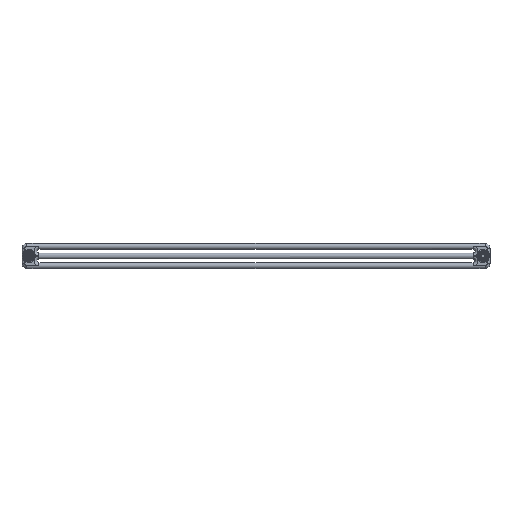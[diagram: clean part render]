
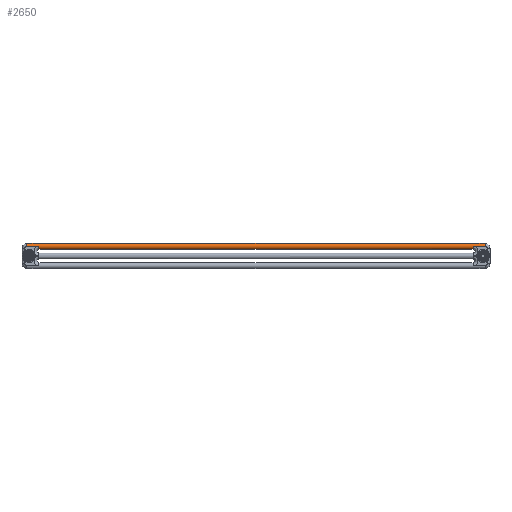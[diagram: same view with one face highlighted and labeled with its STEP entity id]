
A CAD part, left-side view. The second image highlights one B-rep face of the part: STEP entity #2650.
In plain terms, the highlighted cylindrical face has radius 12.5 mm (diameter 25 mm), a partial arc.
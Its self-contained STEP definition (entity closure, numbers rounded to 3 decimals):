
#386=DIRECTION('',(0.,-1.,0.));
#387=VECTOR('',#386,51.85);
#388=CARTESIAN_POINT('',(94.5,21.725,-0.033));
#389=LINE('',#388,#387);
#590=DIRECTION('',(0.,-1.,0.));
#591=VECTOR('',#590,51.85);
#592=CARTESIAN_POINT('',(94.5,-1886.425,0.));
#593=LINE('',#592,#591);
#632=CARTESIAN_POINT('',(94.5,-1886.425,-12.5));
#633=DIRECTION('',(0.,-1.,0.));
#634=DIRECTION('',(0.,0.,1.));
#635=AXIS2_PLACEMENT_3D('',#632,#633,#634);
#710=CARTESIAN_POINT('',(94.5,-1938.275,-12.5));
#711=DIRECTION('',(0.,-1.,0.));
#712=DIRECTION('',(1.,0.,-0.008));
#713=AXIS2_PLACEMENT_3D('',#710,#711,#712);
#720=DIRECTION('',(0.,-1.,0.));
#721=VECTOR('',#720,1833.1);
#722=CARTESIAN_POINT('',(107.,-41.725,-12.575));
#723=LINE('',#722,#721);
#724=DIRECTION('',(0.,1.,0.));
#725=VECTOR('',#724,63.45);
#726=CARTESIAN_POINT('',(107.,-1938.275,-12.567));
#727=LINE('',#726,#725);
#728=DIRECTION('',(0.,1.,-0.001));
#729=VECTOR('',#728,11.6);
#730=CARTESIAN_POINT('',(82.,-1886.425,-12.567));
#731=LINE('',#730,#729);
#732=DIRECTION('',(0.,-1.,0.002));
#733=VECTOR('',#732,11.6);
#734=CARTESIAN_POINT('',(82.,-30.125,-12.6));
#735=LINE('',#734,#733);
#736=CARTESIAN_POINT('',(94.5,-30.125,-0.033));
#737=CARTESIAN_POINT('',(93.191,-30.125,-0.033));
#738=CARTESIAN_POINT('',(90.573,-30.125,
-0.4));
#739=CARTESIAN_POINT('',(87.031,-30.125,-2.222));
#740=CARTESIAN_POINT('',(84.219,-30.125,-5.036));
#741=CARTESIAN_POINT('',(82.417,-30.125,-8.55));
#742=CARTESIAN_POINT('',(81.995,-30.125,-11.241));
#743=CARTESIAN_POINT('',(82.,-30.125,-12.6));
#745=CARTESIAN_POINT('',(107.,21.725,-12.6));
#746=CARTESIAN_POINT('',(107.005,21.725,-11.241));
#747=CARTESIAN_POINT('',(106.583,21.725,-8.55));
#748=CARTESIAN_POINT('',(104.781,21.725,-5.036));
#749=CARTESIAN_POINT('',(101.969,21.725,-2.222));
#750=CARTESIAN_POINT('',(98.427,21.725,-0.4));
#751=CARTESIAN_POINT('',(95.809,21.725,-0.033));
#752=CARTESIAN_POINT('',(94.5,21.725,-0.033));
#754=DIRECTION('',(0.,1.,0.));
#755=VECTOR('',#754,63.45);
#756=CARTESIAN_POINT('',(107.,-41.725,-12.575));
#757=LINE('',#756,#755);
#758=DIRECTION('',(0.,-1.,0.));
#759=VECTOR('',#758,1833.1);
#760=CARTESIAN_POINT('',(82.,-41.725,-12.575));
#761=LINE('',#760,#759);
#771=CARTESIAN_POINT('',(107.,-1938.275,-12.567));
#1496=CARTESIAN_POINT('',(94.5,21.725,
-0.033));
#1497=CARTESIAN_POINT('',(94.5,-30.125,-0.033));
#1498=VERTEX_POINT('',#1496);
#1499=VERTEX_POINT('',#1497);
#1514=VERTEX_POINT('',#745);
#1520=VERTEX_POINT('',#743);
#1581=CARTESIAN_POINT('',(94.5,-1886.425,0.));
#1582=CARTESIAN_POINT('',(94.5,-1938.275,0.));
#1583=VERTEX_POINT('',#1581);
#1584=VERTEX_POINT('',#1582);
#1600=VERTEX_POINT('',#771);
#1608=CARTESIAN_POINT('',(82.,-1886.425,-12.6));
#1609=VERTEX_POINT('',#1608);
#1667=CARTESIAN_POINT('',(82.,-41.725,-12.575));
#1668=VERTEX_POINT('',#1667);
#1669=CARTESIAN_POINT('',(107.,-41.725,-12.575));
#1670=VERTEX_POINT('',#1669);
#1679=CARTESIAN_POINT('',(82.,-1874.825,-12.575));
#1680=VERTEX_POINT('',#1679);
#1681=CARTESIAN_POINT('',(107.,-1874.825,-12.575));
#1682=VERTEX_POINT('',#1681);
#2623=CARTESIAN_POINT('',(94.5,24.954,-12.5));
#2624=DIRECTION('',(0.,-1.,0.));
#2625=DIRECTION('',(1.,0.,0.));
#2626=AXIS2_PLACEMENT_3D('',#2623,#2624,#2625);
#2627=CYLINDRICAL_SURFACE('',#2626,12.5);
#2629=ORIENTED_EDGE('',*,*,#2628,.T.);
#2631=ORIENTED_EDGE('',*,*,#2630,.F.);
#2632=ORIENTED_EDGE('',*,*,#2612,.T.);
#2633=ORIENTED_EDGE('',*,*,#2344,.F.);
#2634=ORIENTED_EDGE('',*,*,#2371,.T.);
#2636=ORIENTED_EDGE('',*,*,#2635,.T.);
#2638=ORIENTED_EDGE('',*,*,#2637,.F.);
#2640=ORIENTED_EDGE('',*,*,#2639,.F.);
#2642=ORIENTED_EDGE('',*,*,#2641,.F.);
#2643=ORIENTED_EDGE('',*,*,#2053,.F.);
#2645=ORIENTED_EDGE('',*,*,#2644,.F.);
#2647=ORIENTED_EDGE('',*,*,#2646,.F.);
#2648=EDGE_LOOP('',(#2629,#2631,#2632,#2633,#2634,#2636,#2638,#2640,#2642,#2643,
#2645,#2647));
#2649=FACE_OUTER_BOUND('',#2648,.F.);
#636=CIRCLE('',#635,12.5);
#714=CIRCLE('',#713,12.5);
#744=B_SPLINE_CURVE_WITH_KNOTS('',3,(#736,#737,#738,#739,#740,#741,#742,#743),
.UNSPECIFIED.,.F.,.F.,(4,1,1,1,1,4),(0.,0.2,0.4,0.6,0.8,1.),
.UNSPECIFIED.);
#753=B_SPLINE_CURVE_WITH_KNOTS('',3,(#745,#746,#747,#748,#749,#750,#751,#752),
.UNSPECIFIED.,.F.,.F.,(4,1,1,1,1,4),(0.,0.2,0.4,0.6,0.8,1.),
.UNSPECIFIED.);
#2053=EDGE_CURVE('',#1498,#1499,#389,.T.);
#2344=EDGE_CURVE('',#1583,#1584,#593,.T.);
#2371=EDGE_CURVE('',#1583,#1609,#636,.T.);
#2612=EDGE_CURVE('',#1600,#1584,#714,.T.);
#2628=EDGE_CURVE('',#1670,#1682,#723,.T.);
#2630=EDGE_CURVE('',#1600,#1682,#727,.T.);
#2635=EDGE_CURVE('',#1609,#1680,#731,.T.);
#2637=EDGE_CURVE('',#1668,#1680,#761,.T.);
#2639=EDGE_CURVE('',#1520,#1668,#735,.T.);
#2641=EDGE_CURVE('',#1499,#1520,#744,.T.);
#2644=EDGE_CURVE('',#1514,#1498,#753,.T.);
#2646=EDGE_CURVE('',#1670,#1514,#757,.T.);
#2650=ADVANCED_FACE('',(#2649),#2627,.T.);
